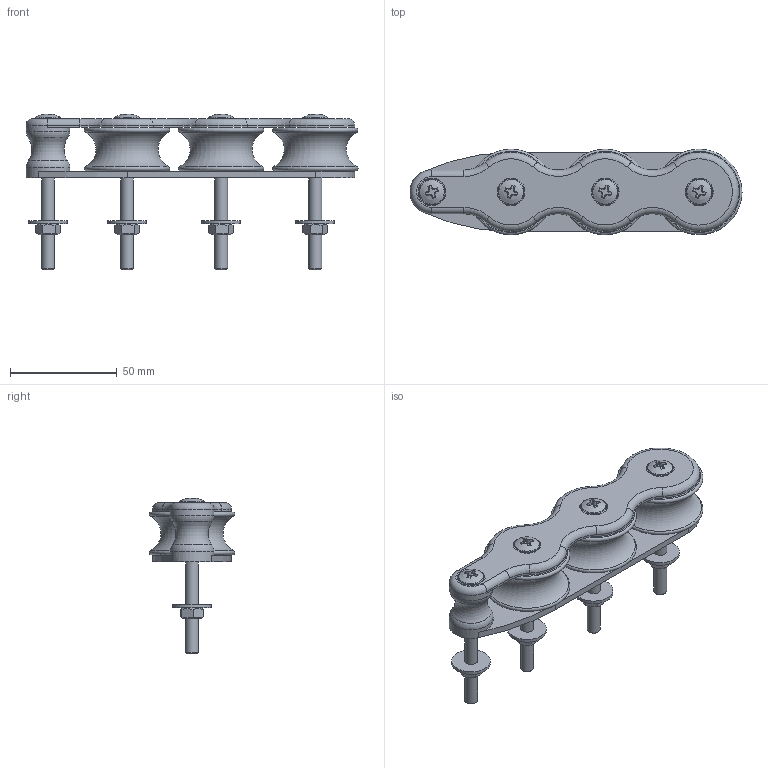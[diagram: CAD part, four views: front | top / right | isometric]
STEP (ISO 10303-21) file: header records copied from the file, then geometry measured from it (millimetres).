
FILE_DESCRIPTION(/* description */ (''),/* implementation_level */ '2;1');
FILE_NAME(/* name */ 'D430.stp',/* time_stamp */ '2016-04-04T11:18:03+02:00',/* author */ ('Nicola'),/* organization */ (''),/* preprocessor_version */ 'ST-DEVELOPER v16.1',/* originating_system */ 'Autodesk Inventor 2016',/* authorisation */ '');
FILE_SCHEMA (('AUTOMOTIVE_DESIGN { 1 0 10303 214 3 1 1 }'));
Length unit declared in the file: millimetre
Products named in the file (1): D430
Bounding box: 155.25 x 40 x 72.89 mm (x, y, z)
Volume: 98153.5 mm3; surface area: 41239 mm2
Topology: 1 solids, 1 shells, 214 faces, 510 edges, 328 vertices
Faces by surface type: plane 110, cylinder 40, cone 32, torus 28, sphere 4
Full cylindrical faces by diameter (mm): 6 x8, 10 x6, 12 x4, 18 x4, 20.5 x2
Entity records: 5886 total; most frequent: CARTESIAN_POINT 1205, DIRECTION 1008, ORIENTED_EDGE 872, EDGE_CURVE 436, AXIS2_PLACEMENT_3D 421, VERTEX_POINT 314, EDGE_LOOP 310, FACE_OUTER_BOUND 214
